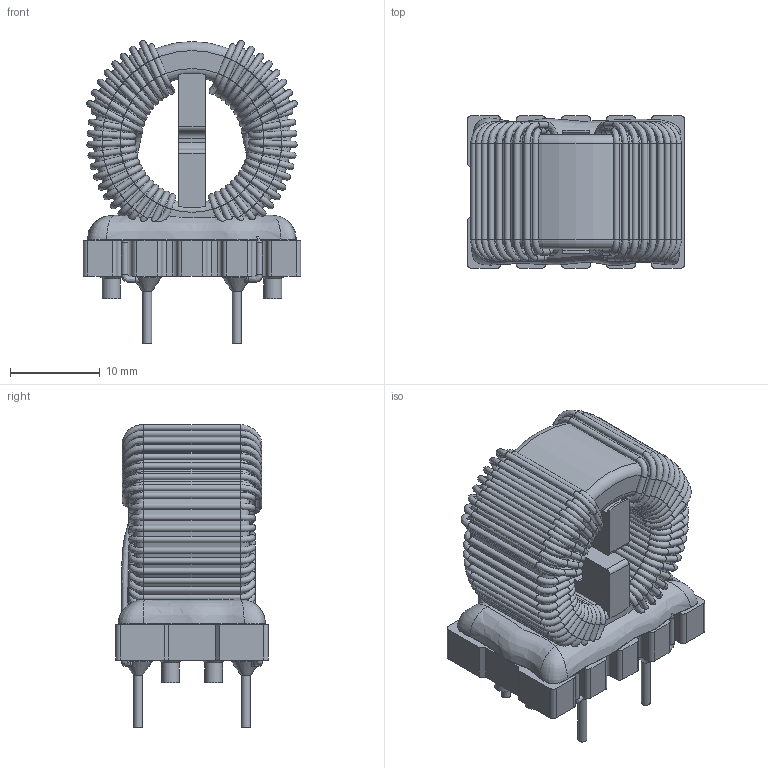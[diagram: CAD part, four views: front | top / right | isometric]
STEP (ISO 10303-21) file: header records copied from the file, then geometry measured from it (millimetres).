
FILE_DESCRIPTION(/* description */ ('Unknown'),/* implementation_level */ '2;1');
FILE_NAME(/* name */ '744824407_L',/* time_stamp */ '2023-06-13T13:48:58+02:00',/* author */ ('Unknown'),/* organization */ ('Unknown'),/* preprocessor_version */ 'ST-DEVELOPER v16.7',/* originating_system */ 'Solid Edge',/* authorisation */ 'Unknown');
FILE_SCHEMA (('AUTOMOTIVE_DESIGN {1 0 10303 214 3 1 1}'));
Length unit declared in the file: millimetre
Products named in the file (6): 744824407_L; Core; Spacer; Glue; Solderpoint; Base
Assembly tree (5 placements, depth 2):
  744824407_L
    Core
    Spacer
    Glue
    Solderpoint
    Base
Bounding box: 24.2 x 17 x 33.72 mm (x, y, z)
Volume: 6268.5 mm3; surface area: 9858 mm2
Topology: 10 solids, 10 shells, 750 faces, 1676 edges, 947 vertices
Faces by surface type: cylinder 344, bspline 183, torus 108, plane 103, cone 12
Full cylindrical faces by diameter (mm): 0.7 x260, 1 x4, 2 x4, 14 x1, 22 x1
Entity records: 61324 total; most frequent: CARTESIAN_POINT 42722, DIRECTION 2814, ORIENTED_EDGE 2140, EDGE_LOOP 1335, FACE_BOUND 1335, AXIS2_PLACEMENT_3D 1276, EDGE_CURVE 1070, VERTEX_POINT 899
